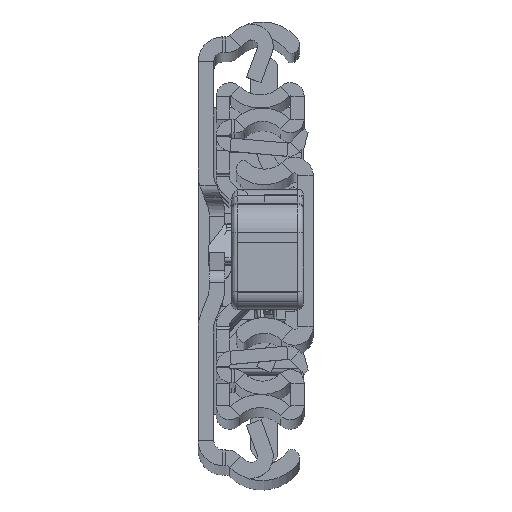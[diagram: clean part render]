
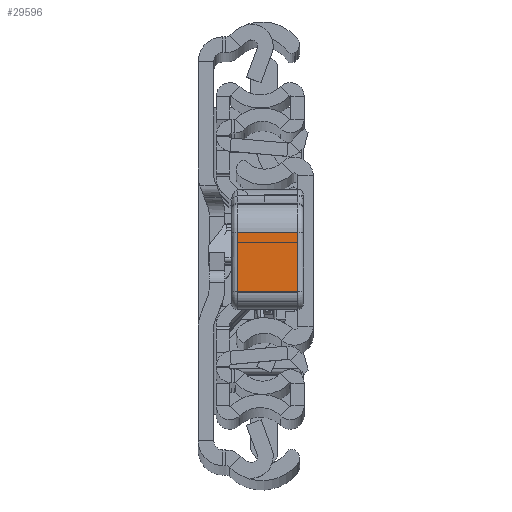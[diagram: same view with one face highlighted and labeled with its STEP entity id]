
A CAD part, top view. The second image highlights one B-rep face of the part: STEP entity #29596.
In plain terms, the highlighted face is planar.
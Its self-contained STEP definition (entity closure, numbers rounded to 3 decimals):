
#1351 = EDGE_CURVE ( 'NONE', #23526, #28348, #34057, .T. ) ;
#1752 = ORIENTED_EDGE ( 'NONE', *, *, #25314, .T. ) ;
#3965 = DIRECTION ( 'NONE',  ( -1., 0.027, 0. ) ) ;
#4133 = PLANE ( 'NONE',  #5701 ) ;
#5661 = EDGE_CURVE ( 'NONE', #28348, #31385, #27965, .T. ) ;
#5701 = AXIS2_PLACEMENT_3D ( 'NONE', #23408, #3965, #22883 ) ;
#6026 = CARTESIAN_POINT ( 'NONE',  ( 39.55, -12.274, 0. ) ) ;
#7044 = CARTESIAN_POINT ( 'NONE',  ( 39.55, -12.274, 0. ) ) ;
#7324 = VECTOR ( 'NONE', #22742, 1000. ) ;
#8763 = LINE ( 'NONE', #28173, #34446 ) ;
#9738 = FACE_OUTER_BOUND ( 'NONE', #29627, .T. ) ;
#10897 = CARTESIAN_POINT ( 'NONE',  ( 39.55, -12.274, 10. ) ) ;
#12955 = ORIENTED_EDGE ( 'NONE', *, *, #1351, .T. ) ;
#15475 = VERTEX_POINT ( 'NONE', #25285 ) ;
#16250 = LINE ( 'NONE', #33161, #33685 ) ;
#17069 = CARTESIAN_POINT ( 'NONE',  ( 39.818, -2.465, 0. ) ) ;
#17697 = ORIENTED_EDGE ( 'NONE', *, *, #5661, .T. ) ;
#18100 = ORIENTED_EDGE ( 'NONE', *, *, #29761, .T. ) ;
#19750 = DIRECTION ( 'NONE',  ( 0., 0., 1. ) ) ;
#20379 = CARTESIAN_POINT ( 'NONE',  ( 39.55, -12.274, 11. ) ) ;
#22153 = VECTOR ( 'NONE', #25096, 1000. ) ;
#22742 = DIRECTION ( 'NONE',  ( 0., 0., -1. ) ) ;
#22883 = DIRECTION ( 'NONE',  ( -0.027, -1., 0. ) ) ;
#23408 = CARTESIAN_POINT ( 'NONE',  ( 39.55, -12.274, 11. ) ) ;
#23526 = VERTEX_POINT ( 'NONE', #10897 ) ;
#25065 = DIRECTION ( 'NONE',  ( -0.027, -1., 0. ) ) ;
#25096 = DIRECTION ( 'NONE',  ( 0.027, 1., 0. ) ) ;
#25285 = CARTESIAN_POINT ( 'NONE',  ( 39.818, -2.465, 10. ) ) ;
#25314 = EDGE_CURVE ( 'NONE', #15475, #23526, #16250, .T. ) ;
#27965 = LINE ( 'NONE', #6026, #22153 ) ;
#28173 = CARTESIAN_POINT ( 'NONE',  ( 39.818, -2.465, 11. ) ) ;
#28348 = VERTEX_POINT ( 'NONE', #7044 ) ;
#29596 = ADVANCED_FACE ( 'NONE', ( #9738 ), #4133, .F. ) ;
#29627 = EDGE_LOOP ( 'NONE', ( #12955, #17697, #18100, #1752 ) ) ;
#29761 = EDGE_CURVE ( 'NONE', #31385, #15475, #8763, .T. ) ;
#31385 = VERTEX_POINT ( 'NONE', #17069 ) ;
#33161 = CARTESIAN_POINT ( 'NONE',  ( 39.55, -12.274, 10. ) ) ;
#33685 = VECTOR ( 'NONE', #25065, 1000. ) ;
#34057 = LINE ( 'NONE', #20379, #7324 ) ;
#34446 = VECTOR ( 'NONE', #19750, 1000. ) ;
